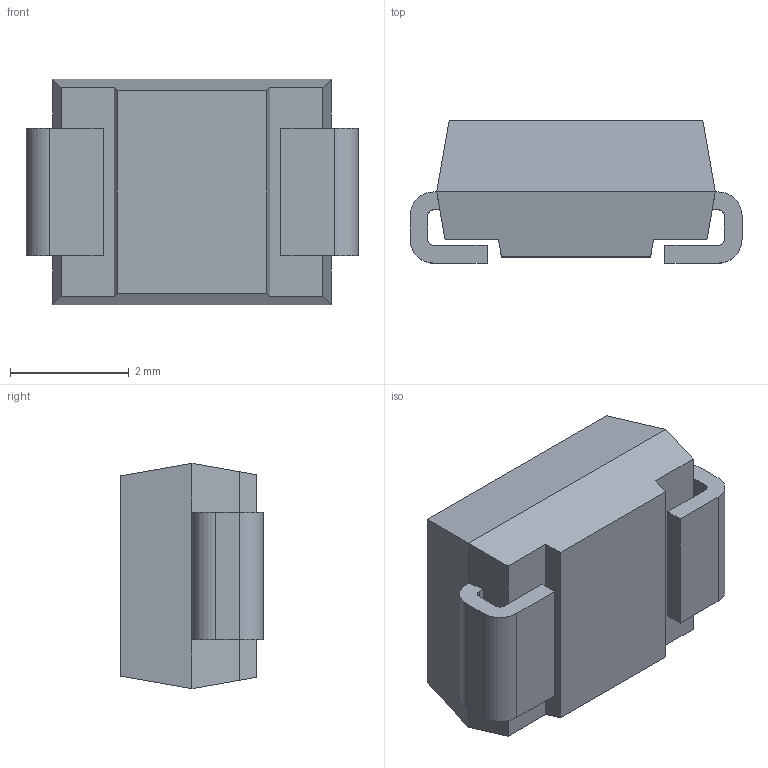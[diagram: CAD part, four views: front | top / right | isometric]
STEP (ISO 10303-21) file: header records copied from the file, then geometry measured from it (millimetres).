
FILE_DESCRIPTION (( 'STEP AP214' ), '1' );
FILE_NAME ('SMB.step', '2011-06-02T07:48:27', ( 'vpeshkov' ), ( 'licard' ), 'SwSTEP 2.0', 'SolidWorks 2009', '' );
FILE_SCHEMA (( 'AUTOMOTIVE_DESIGN' ));
Length unit declared in the file: millimetre
Products named in the file (1): SMB
Bounding box: 5.6 x 2.4 x 3.8 mm (x, y, z)
Volume: 37.7 mm3; surface area: 87.6 mm2
Topology: 1 solids, 1 shells, 45 faces, 121 edges, 78 vertices
Faces by surface type: plane 35, cylinder 10
Entity records: 1711 total; most frequent: CARTESIAN_POINT 251, ORIENTED_EDGE 242, DIRECTION 231, EDGE_CURVE 121, LINE 99, VECTOR 99, VERTEX_POINT 78, AXIS2_PLACEMENT_3D 66
